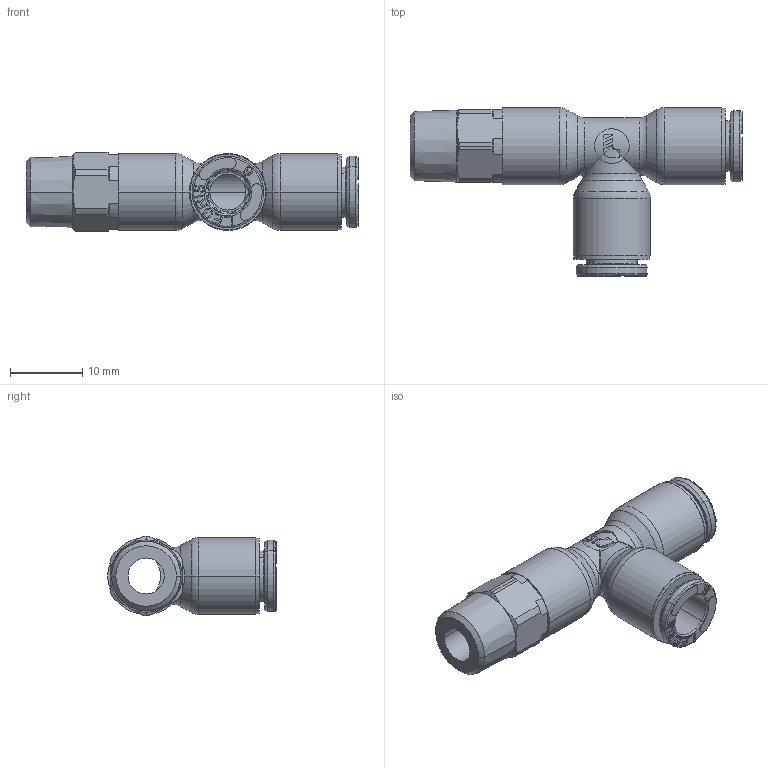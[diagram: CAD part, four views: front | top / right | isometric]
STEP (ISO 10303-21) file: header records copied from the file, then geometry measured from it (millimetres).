
FILE_DESCRIPTION(('STEP AP214'),'1');
FILE_NAME('6803_06_10.stp','2016-07-07T14:39:49',('TraceParts'),('TraceParts S.A.'),'Spatial InterOp 3D',' ',' ');
FILE_SCHEMA(('automotive_design'));
Length unit declared in the file: millimetre
Products named in the file (13): 6803 06 10|44106-64_ASM_697#44106-64_ASM|44106-26_693#44106-26;Solide1; 6803 06 10|44106-64_ASM_697#44106-64_ASM|44106_694#44106;Solide1; 6803 06 10|44106-64_ASM_697#44106-64_ASM|44106-27_695#44106-27;Solide1; 6803 06 10|44106-64_ASM_697#44106-64_ASM|44126-20_696#44126-20;Solide1; 6803 06 10|44106-64_ASM_701#44106-64_ASM|44106-26_693#44106-26;Solide1; 6803 06 10|44106-64_ASM_701#44106-64_ASM|44106_694#44106;Solide1; 6803 06 10|44106-64_ASM_701#44106-64_ASM|44106-27_695#44106-27;Solide1; 6803 06 10|44106-64_ASM_701#44106-64_ASM|44126-20_696#44126-20;Solide1; 6803 06 10|44516-04_692#44516-04;Solide1; 6803 06 10|44106-11-10-ASM_698#44106-11-10-ASM;Solide1; 6803 06 10|44106-11-10-ASM_699#44106-11-10-ASM;Solide1; 6803 06 10|44310-16-69_700#44310-16-69;Solide1; 6803 06 10|44106-11-10-ASM_702#44106-11-10-ASM;Solide1
Bounding box: 45.97 x 23.34 x 11 mm (x, y, z)
Volume: 2897.7 mm3; surface area: 5995.5 mm2
Topology: 13 solids, 13 shells, 1305 faces, 3397 edges, 2149 vertices
Faces by surface type: plane 601, cylinder 236, cone 190, torus 156, bspline 118, sphere 4
Entity records: 57245 total; most frequent: CARTESIAN_POINT 14639, ORIENTED_EDGE 6786, DIRECTION 6564, EDGE_CURVE 3393, AXIS2_PLACEMENT_3D 2311, VERTEX_POINT 2149, LINE 1942, VECTOR 1942
